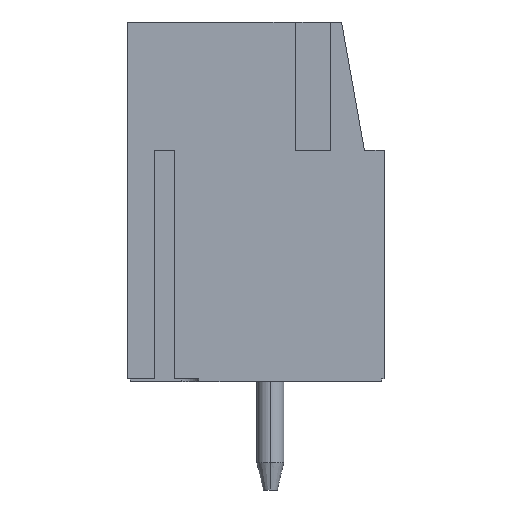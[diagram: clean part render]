
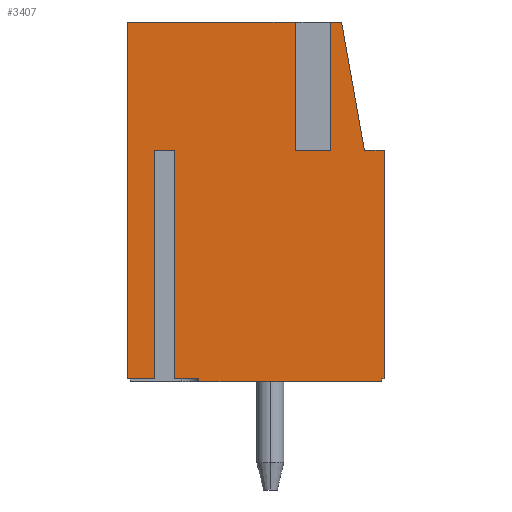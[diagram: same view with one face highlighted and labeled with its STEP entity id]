
A CAD part, left-side view. The second image highlights one B-rep face of the part: STEP entity #3407.
In plain terms, the highlighted planar face has unit normal (-1, 0, 0).
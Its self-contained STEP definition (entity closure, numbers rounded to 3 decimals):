
#182 = CARTESIAN_POINT ( 'NONE',  ( -7.5, -4., 0. ) ) ;
#193 = DIRECTION ( 'NONE',  ( 0., 0., -1. ) ) ;
#383 = LINE ( 'NONE', #3108, #6957 ) ;
#396 = LINE ( 'NONE', #7867, #873 ) ;
#441 = VERTEX_POINT ( 'NONE', #4253 ) ;
#671 = LINE ( 'NONE', #3997, #2599 ) ;
#714 = EDGE_CURVE ( 'NONE', #4233, #2325, #7700, .T. ) ;
#756 = DIRECTION ( 'NONE',  ( 0., 0., 1. ) ) ;
#833 = ORIENTED_EDGE ( 'NONE', *, *, #4440, .T. ) ;
#873 = VECTOR ( 'NONE', #2404, 1000. ) ;
#927 = CARTESIAN_POINT ( 'NONE',  ( -7.5, -3.3, 8. ) ) ;
#961 = ORIENTED_EDGE ( 'NONE', *, *, #3497, .T. ) ;
#991 = FACE_OUTER_BOUND ( 'NONE', #4814, .T. ) ;
#1015 = EDGE_CURVE ( 'NONE', #6128, #4233, #3274, .T. ) ;
#1038 = PLANE ( 'NONE',  #6817 ) ;
#1101 = DIRECTION ( 'NONE',  ( 0., -1., 0. ) ) ;
#1166 = VERTEX_POINT ( 'NONE', #2459 ) ;
#1207 = VERTEX_POINT ( 'NONE', #7875 ) ;
#1244 = ORIENTED_EDGE ( 'NONE', *, *, #1015, .F. ) ;
#1321 = CARTESIAN_POINT ( 'NONE',  ( -7.5, -3.9, -0.1 ) ) ;
#1359 = DIRECTION ( 'NONE',  ( 0., 0., 1. ) ) ;
#1388 = CARTESIAN_POINT ( 'NONE',  ( -7.5, -3.9, -0.1 ) ) ;
#1424 = CARTESIAN_POINT ( 'NONE',  ( -7.5, 4.05, 0. ) ) ;
#1711 = VECTOR ( 'NONE', #7857, 1000. ) ;
#1786 = DIRECTION ( 'NONE',  ( 0., -1., 0. ) ) ;
#1824 = CARTESIAN_POINT ( 'NONE',  ( -7.5, -4., 12.5 ) ) ;
#1828 = CARTESIAN_POINT ( 'NONE',  ( -7.5, 2.5, -0.1 ) ) ;
#2040 = ORIENTED_EDGE ( 'NONE', *, *, #3304, .T. ) ;
#2180 = VERTEX_POINT ( 'NONE', #8671 ) ;
#2301 = VERTEX_POINT ( 'NONE', #5717 ) ;
#2325 = VERTEX_POINT ( 'NONE', #7695 ) ;
#2385 = EDGE_CURVE ( 'NONE', #4922, #7866, #3004, .T. ) ;
#2404 = DIRECTION ( 'NONE',  ( 0., 1., 0. ) ) ;
#2459 = CARTESIAN_POINT ( 'NONE',  ( -7.5, -2.5, 12.5 ) ) ;
#2474 = VECTOR ( 'NONE', #7320, 1000. ) ;
#2518 = LINE ( 'NONE', #4550, #5399 ) ;
#2599 = VECTOR ( 'NONE', #1101, 1000. ) ;
#2600 = CARTESIAN_POINT ( 'NONE',  ( -7.5, 4.05, 8. ) ) ;
#2694 = EDGE_CURVE ( 'NONE', #4608, #1207, #6130, .T. ) ;
#2729 = LINE ( 'NONE', #8275, #2856 ) ;
#2749 = LINE ( 'NONE', #7487, #5843 ) ;
#2754 = EDGE_CURVE ( 'NONE', #4608, #2180, #6845, .T. ) ;
#2856 = VECTOR ( 'NONE', #4941, 1000. ) ;
#2871 = ORIENTED_EDGE ( 'NONE', *, *, #6285, .F. ) ;
#2918 = LINE ( 'NONE', #4853, #3357 ) ;
#3004 = LINE ( 'NONE', #1824, #7975 ) ;
#3081 = ORIENTED_EDGE ( 'NONE', *, *, #5355, .T. ) ;
#3088 = CARTESIAN_POINT ( 'NONE',  ( -7.5, 5., 0. ) ) ;
#3108 = CARTESIAN_POINT ( 'NONE',  ( -7.5, 5., 12.5 ) ) ;
#3192 = LINE ( 'NONE', #8477, #1711 ) ;
#3260 = VECTOR ( 'NONE', #4020, 1000. ) ;
#3274 = LINE ( 'NONE', #1321, #3260 ) ;
#3304 = EDGE_CURVE ( 'NONE', #4701, #441, #2729, .T. ) ;
#3318 = VECTOR ( 'NONE', #1786, 1000. ) ;
#3357 = VECTOR ( 'NONE', #193, 1000. ) ;
#3381 = VERTEX_POINT ( 'NONE', #1424 ) ;
#3407 = ADVANCED_FACE ( 'NONE', ( #991 ), #1038, .F. ) ;
#3485 = ORIENTED_EDGE ( 'NONE', *, *, #5480, .T. ) ;
#3497 = EDGE_CURVE ( 'NONE', #441, #2325, #4986, .T. ) ;
#3534 = CARTESIAN_POINT ( 'NONE',  ( -7.5, -1.85, 8. ) ) ;
#3579 = VECTOR ( 'NONE', #7527, 1000. ) ;
#3660 = ORIENTED_EDGE ( 'NONE', *, *, #714, .F. ) ;
#3692 = DIRECTION ( 'NONE',  ( 0., 1., 0. ) ) ;
#3742 = DIRECTION ( 'NONE',  ( 1., 0., 0. ) ) ;
#3878 = DIRECTION ( 'NONE',  ( 0., -1., 0. ) ) ;
#3932 = CARTESIAN_POINT ( 'NONE',  ( -7.5, -1.85, 8. ) ) ;
#3956 = VECTOR ( 'NONE', #1359, 1000. ) ;
#3997 = CARTESIAN_POINT ( 'NONE',  ( -7.5, 5., 12.5 ) ) ;
#4020 = DIRECTION ( 'NONE',  ( 0., 1., 0. ) ) ;
#4078 = CARTESIAN_POINT ( 'NONE',  ( -7.5, -4., 8. ) ) ;
#4103 = VECTOR ( 'NONE', #4355, 1000. ) ;
#4123 = CARTESIAN_POINT ( 'NONE',  ( -7.5, -3.9, 0. ) ) ;
#4141 = EDGE_CURVE ( 'NONE', #4922, #4880, #2749, .T. ) ;
#4233 = VERTEX_POINT ( 'NONE', #1828 ) ;
#4253 = CARTESIAN_POINT ( 'NONE',  ( -7.5, 3.35, 0. ) ) ;
#4319 = CARTESIAN_POINT ( 'NONE',  ( -7.5, 5., 12.5 ) ) ;
#4326 = CARTESIAN_POINT ( 'NONE',  ( -7.5, 3.35, 8. ) ) ;
#4333 = EDGE_CURVE ( 'NONE', #8036, #2301, #383, .T. ) ;
#4355 = DIRECTION ( 'NONE',  ( 0., -1., 0. ) ) ;
#4437 = VECTOR ( 'NONE', #756, 1000. ) ;
#4440 = EDGE_CURVE ( 'NONE', #6128, #7698, #6739, .T. ) ;
#4475 = EDGE_CURVE ( 'NONE', #7698, #7866, #2518, .T. ) ;
#4550 = CARTESIAN_POINT ( 'NONE',  ( -7.5, 5., 0. ) ) ;
#4566 = CARTESIAN_POINT ( 'NONE',  ( -7.5, -1.15, 8. ) ) ;
#4608 = VERTEX_POINT ( 'NONE', #3534 ) ;
#4684 = DIRECTION ( 'NONE',  ( 0., 1., 0. ) ) ;
#4685 = ORIENTED_EDGE ( 'NONE', *, *, #4333, .T. ) ;
#4701 = VERTEX_POINT ( 'NONE', #4326 ) ;
#4727 = CARTESIAN_POINT ( 'NONE',  ( -7.5, -3.9, -0.1 ) ) ;
#4814 = EDGE_LOOP ( 'NONE', ( #5044, #8535, #3081, #6384, #4685, #3485, #2871, #5751, #2040, #961, #3660, #1244, #833, #5397, #5436, #6190, #7588, #8758 ) ) ;
#4853 = CARTESIAN_POINT ( 'NONE',  ( -7.5, 4.05, 8. ) ) ;
#4880 = VERTEX_POINT ( 'NONE', #927 ) ;
#4922 = VERTEX_POINT ( 'NONE', #4078 ) ;
#4941 = DIRECTION ( 'NONE',  ( 0., 0., -1. ) ) ;
#4986 = LINE ( 'NONE', #5791, #4103 ) ;
#5044 = ORIENTED_EDGE ( 'NONE', *, *, #2754, .F. ) ;
#5170 = LINE ( 'NONE', #3088, #3318 ) ;
#5355 = EDGE_CURVE ( 'NONE', #1207, #7559, #7872, .T. ) ;
#5397 = ORIENTED_EDGE ( 'NONE', *, *, #4475, .T. ) ;
#5399 = VECTOR ( 'NONE', #3878, 1000. ) ;
#5436 = ORIENTED_EDGE ( 'NONE', *, *, #2385, .F. ) ;
#5480 = EDGE_CURVE ( 'NONE', #2301, #3381, #5170, .T. ) ;
#5717 = CARTESIAN_POINT ( 'NONE',  ( -7.5, 5., 0. ) ) ;
#5751 = ORIENTED_EDGE ( 'NONE', *, *, #6776, .F. ) ;
#5791 = CARTESIAN_POINT ( 'NONE',  ( -7.5, 5., 0. ) ) ;
#5843 = VECTOR ( 'NONE', #4684, 1000. ) ;
#6128 = VERTEX_POINT ( 'NONE', #1388 ) ;
#6130 = LINE ( 'NONE', #6712, #6436 ) ;
#6189 = VERTEX_POINT ( 'NONE', #2600 ) ;
#6190 = ORIENTED_EDGE ( 'NONE', *, *, #4141, .T. ) ;
#6285 = EDGE_CURVE ( 'NONE', #6189, #3381, #2918, .T. ) ;
#6384 = ORIENTED_EDGE ( 'NONE', *, *, #7784, .F. ) ;
#6436 = VECTOR ( 'NONE', #7459, 1000. ) ;
#6459 = CARTESIAN_POINT ( 'NONE',  ( -7.5, 5., 12.5 ) ) ;
#6712 = CARTESIAN_POINT ( 'NONE',  ( -7.5, -1.85, 8. ) ) ;
#6739 = LINE ( 'NONE', #4727, #3956 ) ;
#6776 = EDGE_CURVE ( 'NONE', #4701, #6189, #396, .T. ) ;
#6817 = AXIS2_PLACEMENT_3D ( 'NONE', #6459, #3742, #3692 ) ;
#6845 = LINE ( 'NONE', #3932, #4437 ) ;
#6870 = DIRECTION ( 'NONE',  ( 0., 0., 1. ) ) ;
#6957 = VECTOR ( 'NONE', #8513, 1000. ) ;
#7244 = CARTESIAN_POINT ( 'NONE',  ( -7.5, -1.15, 12.5 ) ) ;
#7320 = DIRECTION ( 'NONE',  ( 0., 0., 1. ) ) ;
#7362 = CARTESIAN_POINT ( 'NONE',  ( -7.5, 5., 12.5 ) ) ;
#7404 = EDGE_CURVE ( 'NONE', #2180, #1166, #7982, .T. ) ;
#7459 = DIRECTION ( 'NONE',  ( 0., 1., 0. ) ) ;
#7487 = CARTESIAN_POINT ( 'NONE',  ( -7.5, 5., 8. ) ) ;
#7527 = DIRECTION ( 'NONE',  ( 0., -1., 0. ) ) ;
#7559 = VERTEX_POINT ( 'NONE', #7244 ) ;
#7588 = ORIENTED_EDGE ( 'NONE', *, *, #8295, .T. ) ;
#7695 = CARTESIAN_POINT ( 'NONE',  ( -7.5, 2.5, 0. ) ) ;
#7698 = VERTEX_POINT ( 'NONE', #4123 ) ;
#7700 = LINE ( 'NONE', #8367, #8551 ) ;
#7780 = DIRECTION ( 'NONE',  ( 0., 0., -1. ) ) ;
#7784 = EDGE_CURVE ( 'NONE', #8036, #7559, #671, .T. ) ;
#7857 = DIRECTION ( 'NONE',  ( 0., 0.175, 0.985 ) ) ;
#7866 = VERTEX_POINT ( 'NONE', #182 ) ;
#7867 = CARTESIAN_POINT ( 'NONE',  ( -7.5, 3.35, 8. ) ) ;
#7872 = LINE ( 'NONE', #4566, #2474 ) ;
#7875 = CARTESIAN_POINT ( 'NONE',  ( -7.5, -1.15, 8. ) ) ;
#7975 = VECTOR ( 'NONE', #7780, 1000. ) ;
#7982 = LINE ( 'NONE', #4319, #3579 ) ;
#8036 = VERTEX_POINT ( 'NONE', #7362 ) ;
#8275 = CARTESIAN_POINT ( 'NONE',  ( -7.5, 3.35, 8. ) ) ;
#8295 = EDGE_CURVE ( 'NONE', #4880, #1166, #3192, .T. ) ;
#8367 = CARTESIAN_POINT ( 'NONE',  ( -7.5, 2.5, -0.1 ) ) ;
#8477 = CARTESIAN_POINT ( 'NONE',  ( -7.5, -2.27, 13.792 ) ) ;
#8513 = DIRECTION ( 'NONE',  ( 0., 0., -1. ) ) ;
#8535 = ORIENTED_EDGE ( 'NONE', *, *, #2694, .T. ) ;
#8551 = VECTOR ( 'NONE', #6870, 1000. ) ;
#8671 = CARTESIAN_POINT ( 'NONE',  ( -7.5, -1.85, 12.5 ) ) ;
#8758 = ORIENTED_EDGE ( 'NONE', *, *, #7404, .F. ) ;
